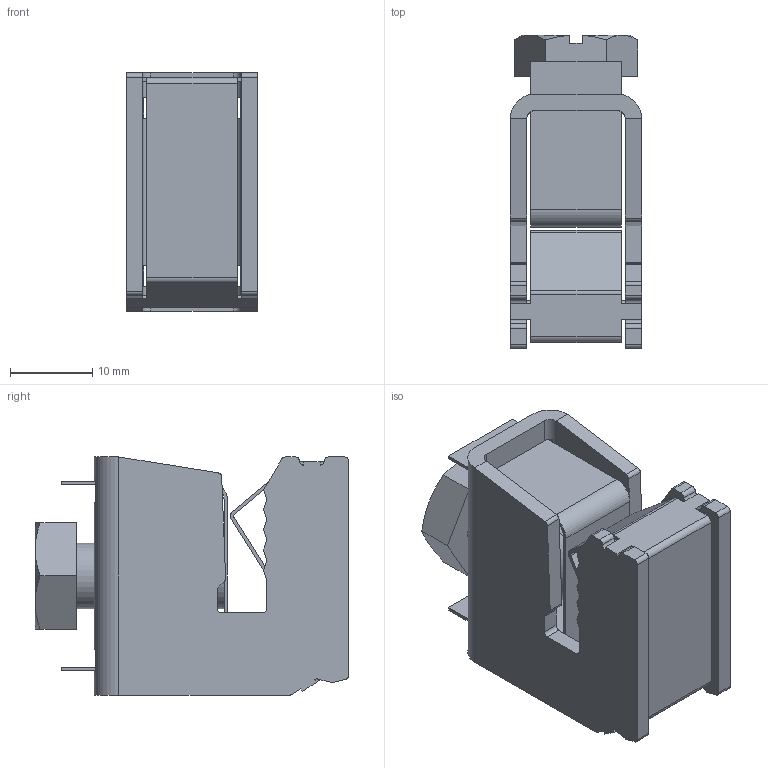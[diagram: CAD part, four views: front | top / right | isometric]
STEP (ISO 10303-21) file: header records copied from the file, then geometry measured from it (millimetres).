
FILE_DESCRIPTION (( 'STEP AP214' ), '1' );
FILE_NAME ('YNT10-05-16-050 Çàæèì øèííûé (òåðìèíàë) ÇØÈ 16–35 ìì2 äëÿ øèíû 5 ìì.STEP', '2020-02-25T11:33:40', ( '' ), ( '' ), 'SwSTEP 2.0', 'SolidWorks 2017', '' );
FILE_SCHEMA (( 'AUTOMOTIVE_DESIGN' ));
Length unit declared in the file: millimetre
Products named in the file (1): YNT10-05-16-050 Çàæèì øèííûé (òåðìèíàë) ÇØÈ 16–35 ìì2 äëÿ øèíû 5 ìì
Bounding box: 16 x 38.2 x 29 mm (x, y, z)
Volume: 5592.1 mm3; surface area: 7562.2 mm2
Topology: 1 solids, 1 shells, 172 faces, 516 edges, 336 vertices
Faces by surface type: plane 112, cylinder 54, cone 6
Entity records: 5896 total; most frequent: CARTESIAN_POINT 1105, ORIENTED_EDGE 1032, DIRECTION 984, EDGE_CURVE 516, VECTOR 362, LINE 362, VERTEX_POINT 336, AXIS2_PLACEMENT_3D 311
